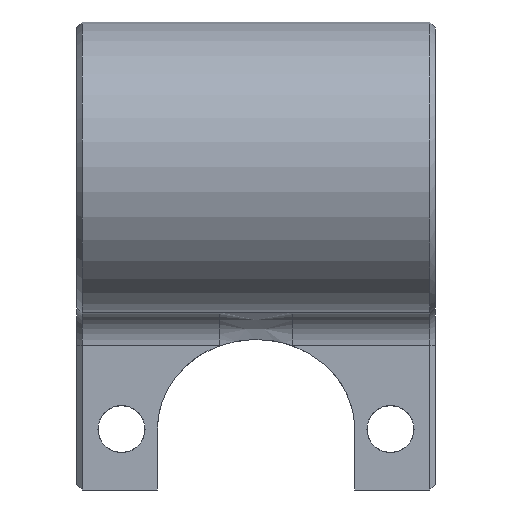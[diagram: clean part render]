
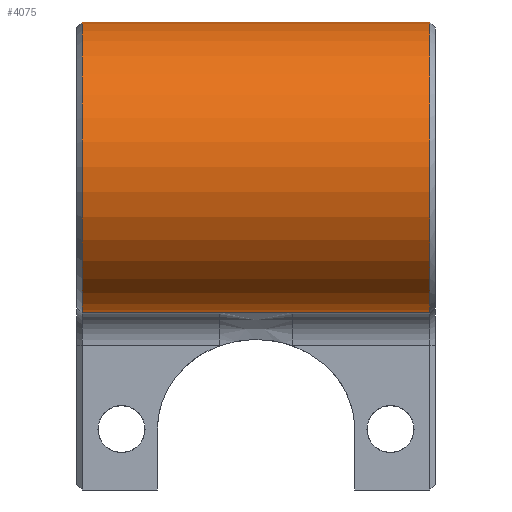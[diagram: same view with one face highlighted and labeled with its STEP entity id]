
A CAD part, front view. The second image highlights one B-rep face of the part: STEP entity #4075.
In plain terms, the highlighted cylindrical face has radius 10.29 mm (diameter 20.58 mm), a partial arc.
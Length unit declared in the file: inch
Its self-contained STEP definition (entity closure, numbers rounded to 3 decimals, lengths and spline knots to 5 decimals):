
#3 = CIRCLE ( 'NONE', #1705, 0.40512 ) ;
#43 = FACE_OUTER_BOUND ( 'NONE', #991, .T. ) ;
#172 = CARTESIAN_POINT ( 'NONE',  ( -0.76358, 2.39258, -1.39025 ) ) ;
#991 = EDGE_LOOP ( 'NONE', ( #10022, #10665, #9968, #6858 ) ) ;
#1197 = DIRECTION ( 'NONE',  ( 0., 0., -1. ) ) ;
#1308 = VERTEX_POINT ( 'NONE', #6385 ) ;
#1705 = AXIS2_PLACEMENT_3D ( 'NONE', #6768, #2252, #8583 ) ;
#1832 = EDGE_CURVE ( 'NONE', #2015, #1308, #7306, .T. ) ;
#1875 = CYLINDRICAL_SURFACE ( 'NONE', #8146, 0.40512 ) ;
#1935 = DIRECTION ( 'NONE',  ( 1., 0., 0. ) ) ;
#2015 = VERTEX_POINT ( 'NONE', #172 ) ;
#2252 = DIRECTION ( 'NONE',  ( 1., 0., 0. ) ) ;
#2520 = CARTESIAN_POINT ( 'NONE',  ( 0.20642, 2.39258, -0.58001 ) ) ;
#2912 = DIRECTION ( 'NONE',  ( 1., 0., 0. ) ) ;
#3248 = VECTOR ( 'NONE', #2912, 39.37008 ) ;
#3590 = CARTESIAN_POINT ( 'NONE',  ( -0.77858, 2.39258, -0.98513 ) ) ;
#3744 = EDGE_CURVE ( 'NONE', #4171, #2015, #3, .T. ) ;
#3793 = LINE ( 'NONE', #7430, #3248 ) ;
#3947 = CARTESIAN_POINT ( 'NONE',  ( -0.76358, 2.39258, -0.58001 ) ) ;
#4075 = ADVANCED_FACE ( 'NONE', ( #43 ), #1875, .T. ) ;
#4171 = VERTEX_POINT ( 'NONE', #3947 ) ;
#4604 = EDGE_CURVE ( 'NONE', #1308, #10790, #7215, .T. ) ;
#5495 = DIRECTION ( 'NONE',  ( 0., 0., -1. ) ) ;
#5707 = CARTESIAN_POINT ( 'NONE',  ( 0.20642, 2.39258, -0.98513 ) ) ;
#6274 = AXIS2_PLACEMENT_3D ( 'NONE', #5707, #9307, #1197 ) ;
#6385 = CARTESIAN_POINT ( 'NONE',  ( 0.20642, 2.39258, -1.39025 ) ) ;
#6768 = CARTESIAN_POINT ( 'NONE',  ( -0.76358, 2.39258, -0.98513 ) ) ;
#6858 = ORIENTED_EDGE ( 'NONE', *, *, #7513, .F. ) ;
#7215 = CIRCLE ( 'NONE', #6274, 0.40512 ) ;
#7306 = LINE ( 'NONE', #8892, #10472 ) ;
#7430 = CARTESIAN_POINT ( 'NONE',  ( -2.0411, 2.39258, -0.58001 ) ) ;
#7513 = EDGE_CURVE ( 'NONE', #4171, #10790, #3793, .T. ) ;
#8146 = AXIS2_PLACEMENT_3D ( 'NONE', #3590, #1935, #5495 ) ;
#8583 = DIRECTION ( 'NONE',  ( 0., 0., -1. ) ) ;
#8892 = CARTESIAN_POINT ( 'NONE',  ( -0.77858, 2.39258, -1.39025 ) ) ;
#9307 = DIRECTION ( 'NONE',  ( -1., 0., 0. ) ) ;
#9968 = ORIENTED_EDGE ( 'NONE', *, *, #4604, .T. ) ;
#10022 = ORIENTED_EDGE ( 'NONE', *, *, #3744, .T. ) ;
#10472 = VECTOR ( 'NONE', #10736, 39.37008 ) ;
#10665 = ORIENTED_EDGE ( 'NONE', *, *, #1832, .T. ) ;
#10736 = DIRECTION ( 'NONE',  ( 1., 0., 0. ) ) ;
#10790 = VERTEX_POINT ( 'NONE', #2520 ) ;
